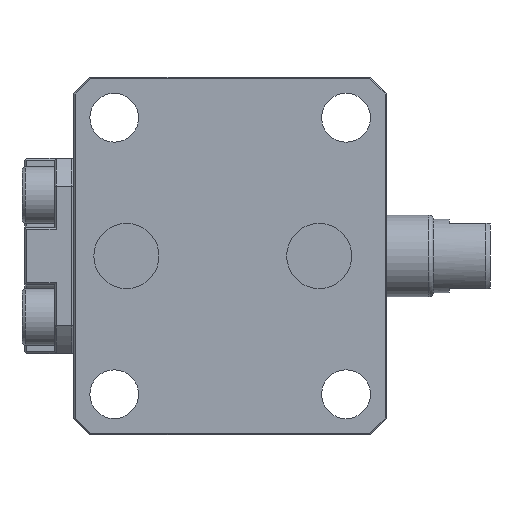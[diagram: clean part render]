
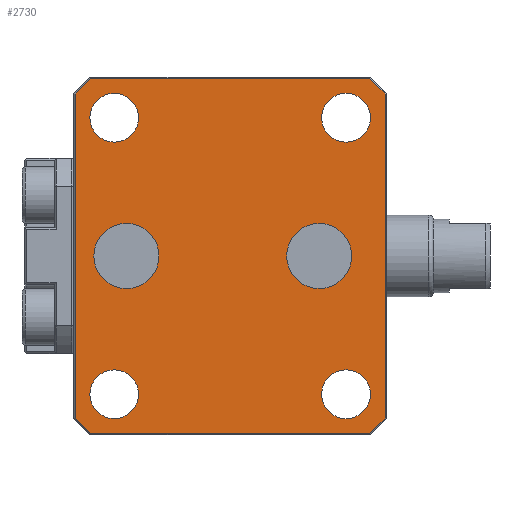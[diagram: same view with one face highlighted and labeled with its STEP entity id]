
A CAD part, front view. The second image highlights one B-rep face of the part: STEP entity #2730.
In plain terms, the highlighted planar face has unit normal (0, -1, 0).
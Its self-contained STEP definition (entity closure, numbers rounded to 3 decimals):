
#101=LINE('',#4039,#359);
#104=LINE('',#4045,#362);
#131=LINE('',#4103,#389);
#134=LINE('',#4109,#392);
#135=LINE('',#4111,#393);
#140=LINE('',#4121,#398);
#152=LINE('',#4145,#410);
#155=LINE('',#4150,#413);
#359=VECTOR('',#3199,1000.);
#362=VECTOR('',#3204,1000.);
#389=VECTOR('',#3259,1000.);
#392=VECTOR('',#3264,1000.);
#393=VECTOR('',#3267,1000.);
#398=VECTOR('',#3274,1000.);
#410=VECTOR('',#3296,1000.);
#413=VECTOR('',#3301,1000.);
#651=PLANE('',#2980);
#949=ORIENTED_EDGE('',*,*,#1465,.T.);
#950=ORIENTED_EDGE('',*,*,#1582,.F.);
#951=ORIENTED_EDGE('',*,*,#1542,.F.);
#952=ORIENTED_EDGE('',*,*,#1499,.F.);
#953=ORIENTED_EDGE('',*,*,#1544,.F.);
#954=ORIENTED_EDGE('',*,*,#1549,.F.);
#955=ORIENTED_EDGE('',*,*,#1475,.T.);
#956=ORIENTED_EDGE('',*,*,#1472,.T.);
#957=ORIENTED_EDGE('',*,*,#1528,.T.);
#958=ORIENTED_EDGE('',*,*,#1525,.T.);
#959=ORIENTED_EDGE('',*,*,#1513,.T.);
#960=ORIENTED_EDGE('',*,*,#1508,.T.);
#961=ORIENTED_EDGE('',*,*,#1507,.T.);
#962=ORIENTED_EDGE('',*,*,#1504,.T.);
#1465=EDGE_CURVE('',#1834,#1834,#2078,.T.);
#1472=EDGE_CURVE('',#1842,#1841,#101,.T.);
#1475=EDGE_CURVE('',#1844,#1842,#104,.T.);
#1499=EDGE_CURVE('',#1859,#1859,#2080,.T.);
#1504=EDGE_CURVE('',#1861,#1844,#131,.T.);
#1507=EDGE_CURVE('',#1862,#1861,#134,.T.);
#1508=EDGE_CURVE('',#1863,#1862,#135,.T.);
#1513=EDGE_CURVE('',#1866,#1863,#140,.T.);
#1525=EDGE_CURVE('',#1874,#1866,#152,.T.);
#1528=EDGE_CURVE('',#1841,#1874,#155,.T.);
#1542=EDGE_CURVE('',#1883,#1883,#2082,.T.);
#1544=EDGE_CURVE('',#1885,#1885,#2084,.T.);
#1549=EDGE_CURVE('',#1888,#1888,#2086,.T.);
#1582=EDGE_CURVE('',#1913,#1913,#2105,.T.);
#1834=VERTEX_POINT('',#4023);
#1841=VERTEX_POINT('',#4038);
#1842=VERTEX_POINT('',#4040);
#1844=VERTEX_POINT('',#4046);
#1859=VERTEX_POINT('',#4093);
#1861=VERTEX_POINT('',#4104);
#1862=VERTEX_POINT('',#4108);
#1863=VERTEX_POINT('',#4112);
#1866=VERTEX_POINT('',#4119);
#1874=VERTEX_POINT('',#4146);
#1883=VERTEX_POINT('',#4179);
#1885=VERTEX_POINT('',#4184);
#1888=VERTEX_POINT('',#4195);
#1913=VERTEX_POINT('',#4277);
#2078=CIRCLE('',#2894,3.);
#2080=CIRCLE('',#2907,3.);
#2082=CIRCLE('',#2928,3.);
#2084=CIRCLE('',#2931,3.);
#2086=CIRCLE('',#2936,4.);
#2105=CIRCLE('',#2979,4.);
#2262=EDGE_LOOP('',(#949));
#2263=EDGE_LOOP('',(#950));
#2264=EDGE_LOOP('',(#951));
#2265=EDGE_LOOP('',(#952));
#2266=EDGE_LOOP('',(#953));
#2267=EDGE_LOOP('',(#954));
#2268=EDGE_LOOP('',(#955,#956,#957,#958,#959,#960,#961,#962));
#2490=FACE_BOUND('',#2262,.T.);
#2491=FACE_BOUND('',#2263,.T.);
#2492=FACE_BOUND('',#2264,.T.);
#2493=FACE_BOUND('',#2265,.T.);
#2494=FACE_BOUND('',#2266,.T.);
#2495=FACE_BOUND('',#2267,.T.);
#2496=FACE_BOUND('',#2268,.T.);
#2730=ADVANCED_FACE('',(#2490,#2491,#2492,#2493,#2494,#2495,#2496),#651,
 .F.);
#2894=AXIS2_PLACEMENT_3D('',#4022,#3186,#3187);
#2907=AXIS2_PLACEMENT_3D('',#4092,#3244,#3245);
#2928=AXIS2_PLACEMENT_3D('',#4178,#3327,#3328);
#2931=AXIS2_PLACEMENT_3D('',#4183,#3333,#3334);
#2936=AXIS2_PLACEMENT_3D('',#4194,#3346,#3347);
#2979=AXIS2_PLACEMENT_3D('',#4276,#3446,#3447);
#2980=AXIS2_PLACEMENT_3D('',#4278,#3448,#3449);
#3186=DIRECTION('',(0.,1.,0.));
#3187=DIRECTION('',(-1.,0.,0.));
#3199=DIRECTION('',(0.,0.,-1.));
#3204=DIRECTION('',(-0.707,0.,-0.707));
#3244=DIRECTION('',(0.,-1.,0.));
#3245=DIRECTION('',(-1.,0.,0.));
#3259=DIRECTION('',(-1.,0.,0.));
#3264=DIRECTION('',(-0.707,0.,0.707));
#3267=DIRECTION('',(0.,0.,1.));
#3274=DIRECTION('',(0.707,0.,0.707));
#3296=DIRECTION('',(1.,0.,0.));
#3301=DIRECTION('',(0.707,0.,-0.707));
#3327=DIRECTION('',(0.,-1.,0.));
#3328=DIRECTION('',(-1.,0.,0.));
#3333=DIRECTION('',(0.,-1.,0.));
#3334=DIRECTION('',(-1.,0.,0.));
#3346=DIRECTION('',(0.,-1.,0.));
#3347=DIRECTION('',(1.,0.,0.));
#3446=DIRECTION('',(0.,-1.,0.));
#3447=DIRECTION('',(1.,0.,0.));
#3448=DIRECTION('',(0.,1.,0.));
#3449=DIRECTION('',(1.,0.,0.));
#4022=CARTESIAN_POINT('',(10.,-14.,17.));
#4023=CARTESIAN_POINT('',(7.,-14.,17.));
#4038=CARTESIAN_POINT('',(5.2,-14.,-19.917));
#4039=CARTESIAN_POINT('',(5.2,-14.,19.917));
#4040=CARTESIAN_POINT('',(5.2,-14.,19.917));
#4045=CARTESIAN_POINT('',(7.083,-14.,21.8));
#4046=CARTESIAN_POINT('',(7.083,-14.,21.8));
#4092=CARTESIAN_POINT('',(38.5,-14.,17.));
#4093=CARTESIAN_POINT('',(35.5,-14.,17.));
#4103=CARTESIAN_POINT('',(41.417,-14.,21.8));
#4104=CARTESIAN_POINT('',(41.417,-14.,21.8));
#4108=CARTESIAN_POINT('',(43.3,-14.,19.917));
#4109=CARTESIAN_POINT('',(43.3,-14.,19.917));
#4111=CARTESIAN_POINT('',(43.3,-14.,-19.917));
#4112=CARTESIAN_POINT('',(43.3,-14.,-19.917));
#4119=CARTESIAN_POINT('',(41.417,-14.,-21.8));
#4121=CARTESIAN_POINT('',(41.417,-14.,-21.8));
#4145=CARTESIAN_POINT('',(7.083,-14.,-21.8));
#4146=CARTESIAN_POINT('',(7.083,-14.,-21.8));
#4150=CARTESIAN_POINT('',(5.2,-14.,-19.917));
#4178=CARTESIAN_POINT('',(10.,-14.,-17.));
#4179=CARTESIAN_POINT('',(7.,-14.,-17.));
#4183=CARTESIAN_POINT('',(38.5,-14.,-17.));
#4184=CARTESIAN_POINT('',(35.5,-14.,-17.));
#4194=CARTESIAN_POINT('',(35.2,-14.,0.));
#4195=CARTESIAN_POINT('',(39.2,-14.,0.));
#4276=CARTESIAN_POINT('',(11.5,-14.,0.));
#4277=CARTESIAN_POINT('',(15.5,-14.,0.));
#4278=CARTESIAN_POINT('',(0.,-14.,0.));
